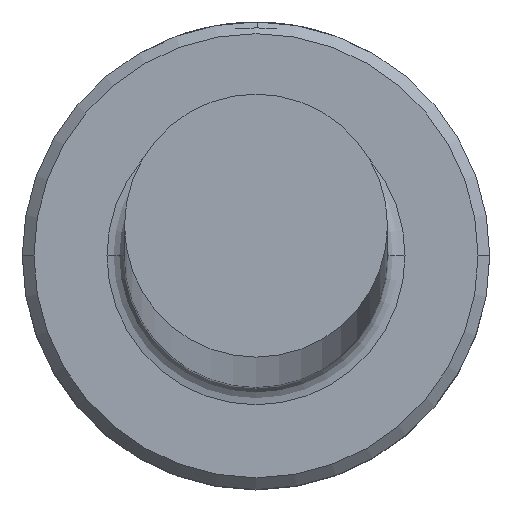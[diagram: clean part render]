
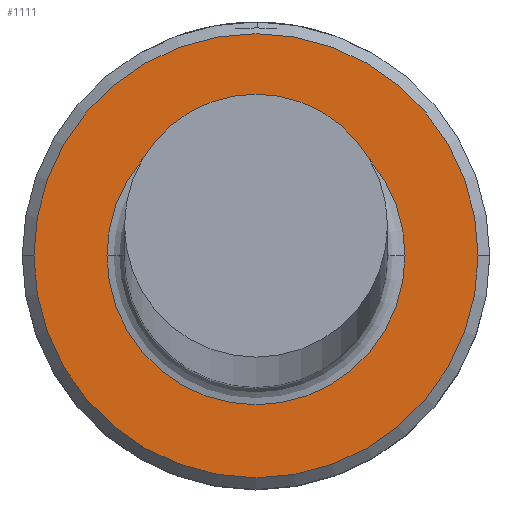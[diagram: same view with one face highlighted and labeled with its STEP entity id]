
A CAD part, top view. The second image highlights one B-rep face of the part: STEP entity #1111.
In plain terms, the highlighted planar face has unit normal (0, 0, 1).
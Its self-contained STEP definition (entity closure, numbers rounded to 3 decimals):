
#15 = CARTESIAN_POINT ( 'NONE',  ( 0., 0., 5. ) ) ;
#35 = CARTESIAN_POINT ( 'NONE',  ( 0., 0., 5. ) ) ;
#53 = EDGE_CURVE ( 'NONE', #1109, #1062, #667, .T. ) ;
#73 = CARTESIAN_POINT ( 'NONE',  ( 0., 0., 5. ) ) ;
#91 = FACE_OUTER_BOUND ( 'NONE', #205, .T. ) ;
#103 = DIRECTION ( 'NONE',  ( 1., 0., 0. ) ) ;
#126 = AXIS2_PLACEMENT_3D ( 'NONE', #549, #1146, #642 ) ;
#154 = CARTESIAN_POINT ( 'NONE',  ( 3.8, 0., 5. ) ) ;
#205 = EDGE_LOOP ( 'NONE', ( #1006, #1087 ) ) ;
#223 = CARTESIAN_POINT ( 'NONE',  ( 2.55, 0., 5. ) ) ;
#230 = AXIS2_PLACEMENT_3D ( 'NONE', #73, #326, #512 ) ;
#238 = DIRECTION ( 'NONE',  ( 1., 0., 0. ) ) ;
#275 = CARTESIAN_POINT ( 'NONE',  ( -2.55, 0., 5. ) ) ;
#300 = VERTEX_POINT ( 'NONE', #154 ) ;
#326 = DIRECTION ( 'NONE',  ( 0., 0., -1. ) ) ;
#388 = AXIS2_PLACEMENT_3D ( 'NONE', #15, #665, #103 ) ;
#484 = ORIENTED_EDGE ( 'NONE', *, *, #1048, .T. ) ;
#491 = DIRECTION ( 'NONE',  ( 0., 0., 1. ) ) ;
#512 = DIRECTION ( 'NONE',  ( -1., 0., 0. ) ) ;
#542 = EDGE_LOOP ( 'NONE', ( #484, #908 ) ) ;
#549 = CARTESIAN_POINT ( 'NONE',  ( 0., 0., 5. ) ) ;
#605 = CIRCLE ( 'NONE', #388, 3.8 ) ;
#642 = DIRECTION ( 'NONE',  ( -1., 0., 0. ) ) ;
#665 = DIRECTION ( 'NONE',  ( 0., 0., 1. ) ) ;
#667 = CIRCLE ( 'NONE', #230, 2.55 ) ;
#715 = AXIS2_PLACEMENT_3D ( 'NONE', #1009, #491, #1097 ) ;
#761 = CARTESIAN_POINT ( 'NONE',  ( -3.8, 0., 5. ) ) ;
#768 = DIRECTION ( 'NONE',  ( 0., 0., 1. ) ) ;
#816 = EDGE_CURVE ( 'NONE', #833, #300, #1075, .T. ) ;
#833 = VERTEX_POINT ( 'NONE', #761 ) ;
#846 = AXIS2_PLACEMENT_3D ( 'NONE', #35, #768, #238 ) ;
#858 = CIRCLE ( 'NONE', #126, 2.55 ) ;
#908 = ORIENTED_EDGE ( 'NONE', *, *, #53, .T. ) ;
#1006 = ORIENTED_EDGE ( 'NONE', *, *, #816, .T. ) ;
#1009 = CARTESIAN_POINT ( 'NONE',  ( 0., 0., 5. ) ) ;
#1014 = FACE_BOUND ( 'NONE', #542, .T. ) ;
#1023 = PLANE ( 'NONE',  #846 ) ;
#1048 = EDGE_CURVE ( 'NONE', #1062, #1109, #858, .T. ) ;
#1062 = VERTEX_POINT ( 'NONE', #275 ) ;
#1069 = EDGE_CURVE ( 'NONE', #300, #833, #605, .T. ) ;
#1075 = CIRCLE ( 'NONE', #715, 3.8 ) ;
#1087 = ORIENTED_EDGE ( 'NONE', *, *, #1069, .T. ) ;
#1097 = DIRECTION ( 'NONE',  ( 1., 0., 0. ) ) ;
#1109 = VERTEX_POINT ( 'NONE', #223 ) ;
#1111 = ADVANCED_FACE ( 'NONE', ( #91, #1014 ), #1023, .T. ) ;
#1146 = DIRECTION ( 'NONE',  ( 0., 0., -1. ) ) ;
